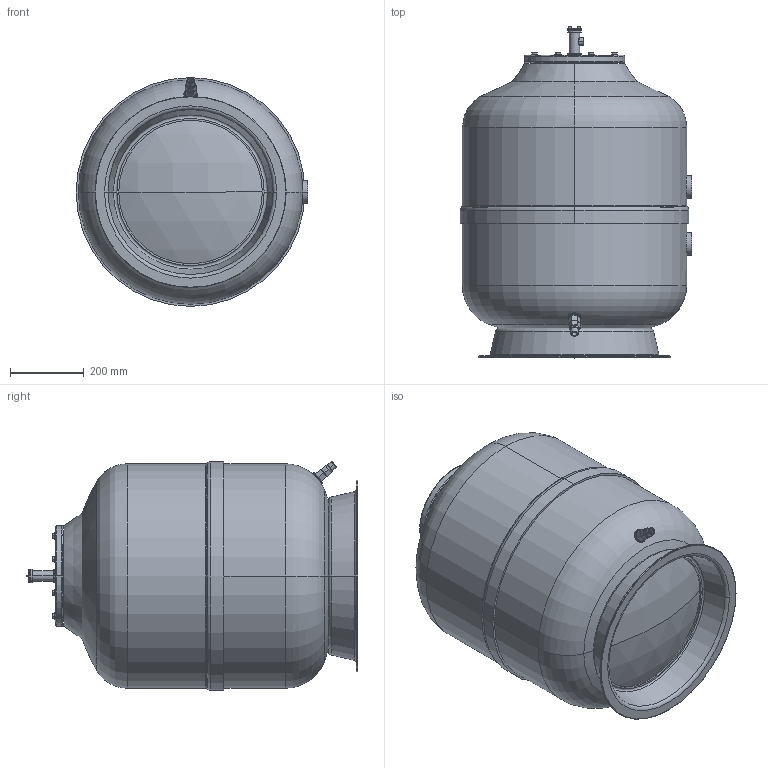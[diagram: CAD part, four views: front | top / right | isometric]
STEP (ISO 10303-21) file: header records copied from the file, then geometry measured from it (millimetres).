
FILE_DESCRIPTION (( 'STEP AP214' ), '1' );
FILE_NAME ('larix60c.STEP', '2020-11-03T10:31:34', ( '' ), ( '' ), 'SwSTEP 2.0', 'SolidWorks 2019', '' );
FILE_SCHEMA (( 'AUTOMOTIVE_DESIGN' ));
Length unit declared in the file: millimetre
Products named in the file (1): larix60c
Bounding box: 629.85 x 902.12 x 622 mm (x, y, z)
Surface area: 4022936.2 mm2 (no closed solid volume)
Topology: 0 solids, 36 shells, 721 faces, 1652 edges, 1008 vertices
Faces by surface type: plane 271, cylinder 230, cone 112, torus 92, sphere 12, bspline 4
Entity records: 32522 total; most frequent: CARTESIAN_POINT 8023, DIRECTION 3496, ORIENTED_EDGE 3232, EDGE_CURVE 1632, AXIS2_PLACEMENT_3D 1470, VERTEX_POINT 1008, EDGE_LOOP 872, CIRCLE 752
